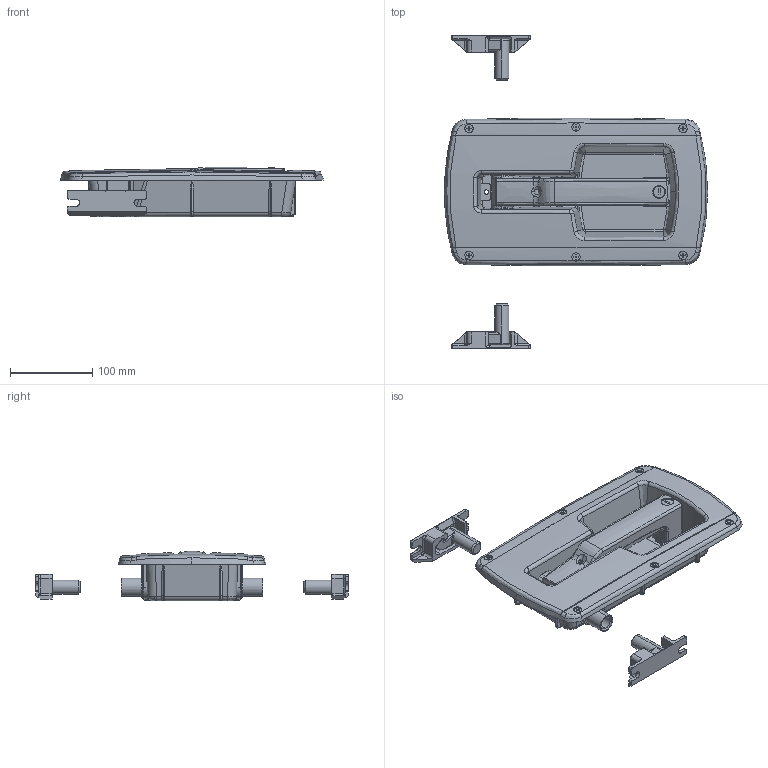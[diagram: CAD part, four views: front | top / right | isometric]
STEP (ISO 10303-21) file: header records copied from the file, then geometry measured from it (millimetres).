
FILE_DESCRIPTION (( 'STEP AP203' ), '1' );
FILE_NAME ('FA-815N-2-C.STEP', '2020-05-22T02:47:23', ( '' ), ( '' ), 'SwSTEP 2.0', 'SolidWorks 2018', '' );
FILE_SCHEMA (( 'CONFIG_CONTROL_DESIGN' ));
Length unit declared in the file: millimetre
Products named in the file (18): FA-815N-2-C_ラッチラチェットシャフト_; FA-1815-S-3僼僢僋__L; FA-815N-2-C; FA-815N-2-C_カバー_; FA-815N-2-C_僕儑僀儞僩C_; FA-815N-2-C_底板_; FA-815N-2-C_ハンドル_; FA-815N-2-C_十字穴付皿小ねじ_内径基準ver1.02__M5x7十字穴付皿小ねじ(SUS); FA-815N-2-C_ストッパー_; FA-815N-2-C_トリガー_; FA-815N-2-C_僴儞僪儖Assy_; T0230儘乕僞乕_岞奐梡_T儘乕僞乕; FA-815N-2-C_十字穴付皿小ねじ_内径基準ver1.02__M3x10十字穴付皿小ねじ(SUS); FA-1815-S-3_; FA-1815-S-3僉乕僷乕__R; FA-815N-2-C_ボディ_; FA-1815-S-3僼僢僋__R; FA-1815-S-3僉乕僷乕__L
Assembly tree (27 placements, depth 3):
  FA-815N-2-C
    FA-815N-2-C_ボディ_
    FA-815N-2-C_僴儞僪儖Assy_
      FA-815N-2-C_ハンドル_
      FA-815N-2-C_トリガー_
      FA-815N-2-C_底板_
      T0230儘乕僞乕_岞奐梡_T儘乕僞乕
      FA-815N-2-C_ストッパー_
      FA-815N-2-C_ラッチラチェットシャフト_  x2
      FA-815N-2-C_十字穴付皿小ねじ_内径基準ver1.02__M3x10十字穴付皿小ねじ(SUS)  x4
    FA-815N-2-C_僕儑僀儞僩C_  x2
    FA-815N-2-C_カバー_
    FA-815N-2-C_十字穴付皿小ねじ_内径基準ver1.02__M5x7十字穴付皿小ねじ(SUS)  x6
    FA-1815-S-3_
      FA-1815-S-3僉乕僷乕__L
      FA-1815-S-3僉乕僷乕__R
      FA-1815-S-3僼僢僋__R
      FA-1815-S-3僼僢僋__L
Bounding box: 320 x 380 x 60.04 mm (x, y, z)
Volume: 639513 mm3; surface area: 433015.5 mm2
Topology: 25 solids, 25 shells, 1515 faces, 3854 edges, 2412 vertices
Faces by surface type: plane 595, cylinder 513, bspline 181, cone 120, torus 96, sphere 10
Entity records: 68887 total; most frequent: CARTESIAN_POINT 39072, ORIENTED_EDGE 6076, DIRECTION 5490, EDGE_CURVE 3038, AXIS2_PLACEMENT_3D 2085, VERTEX_POINT 1894, VECTOR 1320, LINE 1320
